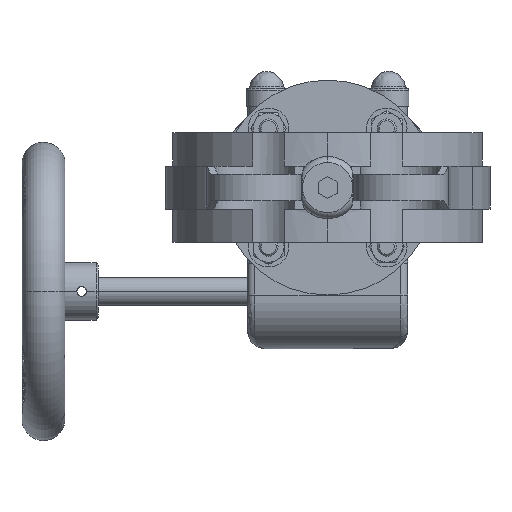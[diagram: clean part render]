
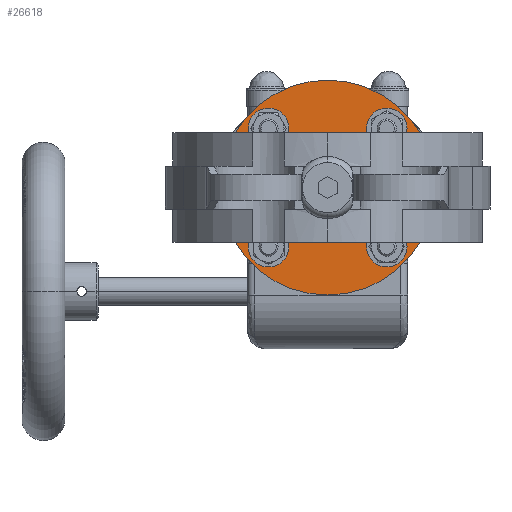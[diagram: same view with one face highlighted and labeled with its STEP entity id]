
A CAD part, front view. The second image highlights one B-rep face of the part: STEP entity #26618.
In plain terms, the highlighted planar face has unit normal (0, -1, 0).
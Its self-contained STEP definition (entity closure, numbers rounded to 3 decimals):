
#2244 = VERTEX_POINT ( 'NONE', #27799 ) ;
#3122 = CARTESIAN_POINT ( 'NONE',  ( -18., 155., 0. ) ) ;
#3738 = CARTESIAN_POINT ( 'NONE',  ( -24.749, 155., -24.749 ) ) ;
#3843 = FACE_BOUND ( 'NONE', #31707, .T. ) ;
#5433 = DIRECTION ( 'NONE',  ( 0., -1., 0. ) ) ;
#5882 = CARTESIAN_POINT ( 'NONE',  ( 18., 155., 13.177 ) ) ;
#7242 = ORIENTED_EDGE ( 'NONE', *, *, #27695, .F. ) ;
#7671 = CIRCLE ( 'NONE', #48252, 8.5 ) ;
#7764 = EDGE_CURVE ( 'NONE', #18567, #2244, #92385, .T. ) ;
#9023 = CARTESIAN_POINT ( 'NONE',  ( 18., 155., 0. ) ) ;
#10341 = CIRCLE ( 'NONE', #88973, 45. ) ;
#10837 = CARTESIAN_POINT ( 'NONE',  ( -33.249, 155., -24.749 ) ) ;
#11601 = EDGE_CURVE ( 'NONE', #2244, #52971, #31567, .T. ) ;
#11906 = EDGE_LOOP ( 'NONE', ( #31386, #39837 ) ) ;
#12442 = CARTESIAN_POINT ( 'NONE',  ( 0., 155., 18. ) ) ;
#12883 = ORIENTED_EDGE ( 'NONE', *, *, #15627, .F. ) ;
#13230 = ORIENTED_EDGE ( 'NONE', *, *, #28829, .F. ) ;
#13358 = DIRECTION ( 'NONE',  ( 1., 0., 0. ) ) ;
#13918 = EDGE_CURVE ( 'NONE', #52624, #31014, #71285, .T. ) ;
#14012 = ORIENTED_EDGE ( 'NONE', *, *, #33766, .F. ) ;
#15288 = VECTOR ( 'NONE', #68695, 1000. ) ;
#15627 = EDGE_CURVE ( 'NONE', #43305, #57859, #64990, .T. ) ;
#15695 = VECTOR ( 'NONE', #69343, 1000. ) ;
#16664 = DIRECTION ( 'NONE',  ( 0., 1., 0. ) ) ;
#17426 = CARTESIAN_POINT ( 'NONE',  ( -18., 155., -13.177 ) ) ;
#17770 = CARTESIAN_POINT ( 'NONE',  ( 24.749, 155., -24.749 ) ) ;
#18567 = VERTEX_POINT ( 'NONE', #17426 ) ;
#18641 = EDGE_CURVE ( 'NONE', #86471, #58225, #51713, .T. ) ;
#18813 = DIRECTION ( 'NONE',  ( 0., 0., -1. ) ) ;
#18825 = AXIS2_PLACEMENT_3D ( 'NONE', #72131, #93708, #34837 ) ;
#19282 = DIRECTION ( 'NONE',  ( 0., -1., 0. ) ) ;
#20179 = DIRECTION ( 'NONE',  ( 0., 1., 0. ) ) ;
#21000 = DIRECTION ( 'NONE',  ( 0., 0., 1. ) ) ;
#21058 = ORIENTED_EDGE ( 'NONE', *, *, #13918, .F. ) ;
#22772 = DIRECTION ( 'NONE',  ( 0., 0., 1. ) ) ;
#23041 = EDGE_LOOP ( 'NONE', ( #61315, #21058 ) ) ;
#23432 = VERTEX_POINT ( 'NONE', #96179 ) ;
#24782 = VERTEX_POINT ( 'NONE', #74567 ) ;
#25236 = DIRECTION ( 'NONE',  ( 0., 0., 1. ) ) ;
#25622 = CARTESIAN_POINT ( 'NONE',  ( 0., 155., 18. ) ) ;
#26618 = ADVANCED_FACE ( 'NONE', ( #84068, #3843, #92235, #89900, #70044, #80505 ), #67177, .F. ) ;
#27695 = EDGE_CURVE ( 'NONE', #37962, #24782, #67151, .T. ) ;
#27799 = CARTESIAN_POINT ( 'NONE',  ( 18., 155., -13.177 ) ) ;
#27813 = CARTESIAN_POINT ( 'NONE',  ( 24.749, 155., 24.749 ) ) ;
#28829 = EDGE_CURVE ( 'NONE', #23432, #77976, #79553, .T. ) ;
#29752 = AXIS2_PLACEMENT_3D ( 'NONE', #95487, #20179, #35644 ) ;
#31014 = VERTEX_POINT ( 'NONE', #68434 ) ;
#31386 = ORIENTED_EDGE ( 'NONE', *, *, #66763, .F. ) ;
#31567 = LINE ( 'NONE', #9023, #15288 ) ;
#31707 = EDGE_LOOP ( 'NONE', ( #14012, #78648 ) ) ;
#32380 = AXIS2_PLACEMENT_3D ( 'NONE', #79006, #86877, #48919 ) ;
#32395 = CIRCLE ( 'NONE', #84863, 36. ) ;
#33766 = EDGE_CURVE ( 'NONE', #58225, #86471, #7671, .T. ) ;
#34637 = CARTESIAN_POINT ( 'NONE',  ( -24.749, 155., 24.749 ) ) ;
#34691 = VERTEX_POINT ( 'NONE', #71655 ) ;
#34781 = CIRCLE ( 'NONE', #29752, 45. ) ;
#34837 = DIRECTION ( 'NONE',  ( 0., 0., 1. ) ) ;
#35276 = CARTESIAN_POINT ( 'NONE',  ( 24.749, 155., -16.249 ) ) ;
#35644 = DIRECTION ( 'NONE',  ( 0., 0., 1. ) ) ;
#36671 = DIRECTION ( 'NONE',  ( 0., 1., 0. ) ) ;
#37962 = VERTEX_POINT ( 'NONE', #12442 ) ;
#38670 = DIRECTION ( 'NONE',  ( 0., 0., 1. ) ) ;
#38938 = ORIENTED_EDGE ( 'NONE', *, *, #43325, .F. ) ;
#39837 = ORIENTED_EDGE ( 'NONE', *, *, #95039, .F. ) ;
#42207 = ORIENTED_EDGE ( 'NONE', *, *, #50486, .F. ) ;
#42859 = AXIS2_PLACEMENT_3D ( 'NONE', #27813, #50558, #21000 ) ;
#43208 = DIRECTION ( 'NONE',  ( 0., -1., 0. ) ) ;
#43305 = VERTEX_POINT ( 'NONE', #68202 ) ;
#43325 = EDGE_CURVE ( 'NONE', #52971, #37962, #32395, .T. ) ;
#44785 = EDGE_CURVE ( 'NONE', #18567, #24782, #77185, .T. ) ;
#44845 = CARTESIAN_POINT ( 'NONE',  ( 0., 155., 0. ) ) ;
#45028 = CIRCLE ( 'NONE', #91574, 4.5 ) ;
#45230 = VERTEX_POINT ( 'NONE', #92401 ) ;
#47166 = EDGE_LOOP ( 'NONE', ( #86275, #13230 ) ) ;
#48252 = AXIS2_PLACEMENT_3D ( 'NONE', #17770, #69609, #25236 ) ;
#48919 = DIRECTION ( 'NONE',  ( 0., 0., 1. ) ) ;
#50486 = EDGE_CURVE ( 'NONE', #57859, #43305, #74260, .T. ) ;
#50558 = DIRECTION ( 'NONE',  ( 0., -1., 0. ) ) ;
#51235 = DIRECTION ( 'NONE',  ( 0., 0., 1. ) ) ;
#51559 = CARTESIAN_POINT ( 'NONE',  ( 24.749, 155., 24.749 ) ) ;
#51713 = CIRCLE ( 'NONE', #18825, 8.5 ) ;
#52624 = VERTEX_POINT ( 'NONE', #52757 ) ;
#52757 = CARTESIAN_POINT ( 'NONE',  ( -29.249, 155., 24.749 ) ) ;
#52971 = VERTEX_POINT ( 'NONE', #5882 ) ;
#54724 = AXIS2_PLACEMENT_3D ( 'NONE', #51559, #58628, #51235 ) ;
#55943 = CARTESIAN_POINT ( 'NONE',  ( 0., 155., -18. ) ) ;
#57006 = CIRCLE ( 'NONE', #54724, 8.5 ) ;
#57016 = AXIS2_PLACEMENT_3D ( 'NONE', #3738, #83958, #69628 ) ;
#57497 = CARTESIAN_POINT ( 'NONE',  ( -24.749, 155., 24.749 ) ) ;
#57859 = VERTEX_POINT ( 'NONE', #10837 ) ;
#58225 = VERTEX_POINT ( 'NONE', #88345 ) ;
#58628 = DIRECTION ( 'NONE',  ( 0., -1., 0. ) ) ;
#61315 = ORIENTED_EDGE ( 'NONE', *, *, #78515, .F. ) ;
#62239 = DIRECTION ( 'NONE',  ( 0., -1., 0. ) ) ;
#63671 = AXIS2_PLACEMENT_3D ( 'NONE', #44845, #36671, #22772 ) ;
#64990 = CIRCLE ( 'NONE', #57016, 8.5 ) ;
#66298 = EDGE_CURVE ( 'NONE', #77976, #23432, #57006, .T. ) ;
#66763 = EDGE_CURVE ( 'NONE', #45230, #34691, #10341, .T. ) ;
#67151 = CIRCLE ( 'NONE', #67557, 36. ) ;
#67177 = PLANE ( 'NONE',  #63671 ) ;
#67557 = AXIS2_PLACEMENT_3D ( 'NONE', #55943, #19282, #92357 ) ;
#68202 = CARTESIAN_POINT ( 'NONE',  ( -16.249, 155., -24.749 ) ) ;
#68434 = CARTESIAN_POINT ( 'NONE',  ( -20.249, 155., 24.749 ) ) ;
#68541 = ORIENTED_EDGE ( 'NONE', *, *, #44785, .T. ) ;
#68695 = DIRECTION ( 'NONE',  ( 0., 0., 1. ) ) ;
#69064 = CARTESIAN_POINT ( 'NONE',  ( 33.249, 155., 24.749 ) ) ;
#69343 = DIRECTION ( 'NONE',  ( 0., 0., 1. ) ) ;
#69609 = DIRECTION ( 'NONE',  ( 0., -1., 0. ) ) ;
#69628 = DIRECTION ( 'NONE',  ( 0., 0., 1. ) ) ;
#70044 = FACE_BOUND ( 'NONE', #23041, .T. ) ;
#71285 = CIRCLE ( 'NONE', #74122, 4.5 ) ;
#71655 = CARTESIAN_POINT ( 'NONE',  ( 0., 155., -45. ) ) ;
#72131 = CARTESIAN_POINT ( 'NONE',  ( 24.749, 155., -24.749 ) ) ;
#74122 = AXIS2_PLACEMENT_3D ( 'NONE', #57497, #43208, #13358 ) ;
#74260 = CIRCLE ( 'NONE', #32380, 8.5 ) ;
#74567 = CARTESIAN_POINT ( 'NONE',  ( -18., 155., 13.177 ) ) ;
#76583 = DIRECTION ( 'NONE',  ( 0., 0., -1. ) ) ;
#77185 = LINE ( 'NONE', #3122, #15695 ) ;
#77976 = VERTEX_POINT ( 'NONE', #69064 ) ;
#78515 = EDGE_CURVE ( 'NONE', #31014, #52624, #45028, .T. ) ;
#78648 = ORIENTED_EDGE ( 'NONE', *, *, #18641, .F. ) ;
#79006 = CARTESIAN_POINT ( 'NONE',  ( -24.749, 155., -24.749 ) ) ;
#79553 = CIRCLE ( 'NONE', #42859, 8.5 ) ;
#80505 = FACE_BOUND ( 'NONE', #87752, .T. ) ;
#83158 = CARTESIAN_POINT ( 'NONE',  ( 0., 155., -18. ) ) ;
#83586 = AXIS2_PLACEMENT_3D ( 'NONE', #25622, #62239, #18813 ) ;
#83958 = DIRECTION ( 'NONE',  ( 0., -1., 0. ) ) ;
#84068 = FACE_BOUND ( 'NONE', #47166, .T. ) ;
#84863 = AXIS2_PLACEMENT_3D ( 'NONE', #83158, #91307, #76583 ) ;
#86275 = ORIENTED_EDGE ( 'NONE', *, *, #66298, .F. ) ;
#86471 = VERTEX_POINT ( 'NONE', #35276 ) ;
#86642 = DIRECTION ( 'NONE',  ( 1., 0., 0. ) ) ;
#86877 = DIRECTION ( 'NONE',  ( 0., -1., 0. ) ) ;
#87752 = EDGE_LOOP ( 'NONE', ( #38938, #90084, #90758, #68541, #7242 ) ) ;
#88345 = CARTESIAN_POINT ( 'NONE',  ( 24.749, 155., -33.249 ) ) ;
#88973 = AXIS2_PLACEMENT_3D ( 'NONE', #90353, #16664, #38670 ) ;
#89900 = FACE_OUTER_BOUND ( 'NONE', #11906, .T. ) ;
#90084 = ORIENTED_EDGE ( 'NONE', *, *, #11601, .F. ) ;
#90353 = CARTESIAN_POINT ( 'NONE',  ( 0., 155., 0. ) ) ;
#90758 = ORIENTED_EDGE ( 'NONE', *, *, #7764, .F. ) ;
#91307 = DIRECTION ( 'NONE',  ( 0., -1., 0. ) ) ;
#91574 = AXIS2_PLACEMENT_3D ( 'NONE', #34637, #5433, #86642 ) ;
#92235 = FACE_BOUND ( 'NONE', #94472, .T. ) ;
#92357 = DIRECTION ( 'NONE',  ( 0., 0., -1. ) ) ;
#92385 = CIRCLE ( 'NONE', #83586, 36. ) ;
#92401 = CARTESIAN_POINT ( 'NONE',  ( 0., 155., 45. ) ) ;
#93708 = DIRECTION ( 'NONE',  ( 0., -1., 0. ) ) ;
#94472 = EDGE_LOOP ( 'NONE', ( #42207, #12883 ) ) ;
#95039 = EDGE_CURVE ( 'NONE', #34691, #45230, #34781, .T. ) ;
#95487 = CARTESIAN_POINT ( 'NONE',  ( 0., 155., 0. ) ) ;
#96179 = CARTESIAN_POINT ( 'NONE',  ( 16.249, 155., 24.749 ) ) ;
